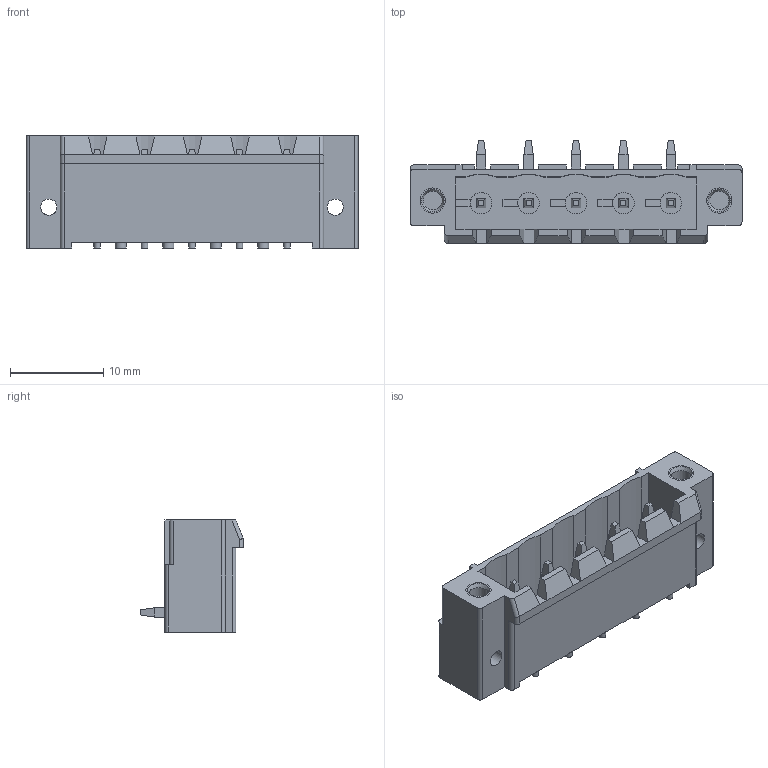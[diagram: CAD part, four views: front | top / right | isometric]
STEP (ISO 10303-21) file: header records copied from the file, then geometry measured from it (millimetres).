
FILE_DESCRIPTION( ( 'Unknown' ), '1' );
FILE_NAME( '691701550005B.stp', 'Unknown', ( 'Quentin LAIDEBEUR' ), ( 'WE' ), 'PSStep 15.0.49', 'Sample-box', ' ' );
FILE_SCHEMA( ( 'AUTOMOTIVE_DESIGN { 1 0 10303 214 1 1 1 1 }' ) );
Length unit declared in the file: millimetre
Products named in the file (4): Assem1; 05; 6917015500xxB_PIN; 6917015500xxB_Thread
Assembly tree (8 placements, depth 2):
  Assem1
    05
    6917015500xxB_PIN  x5
    6917015500xxB_Thread  x2
Bounding box: 35.56 x 11 x 12 mm (x, y, z)
Volume: 1402.9 mm3; surface area: 3199 mm2
Topology: 8 solids, 8 shells, 331 faces, 876 edges, 560 vertices
Faces by surface type: plane 276, cylinder 53, cone 2
Full cylindrical faces by diameter (mm): 0.7 x5, 1.2 x4, 1.75 x4, 2.013 x2, 2.3 x5, 2.7 x4
Entity records: 9942 total; most frequent: CARTESIAN_POINT 1373, ORIENTED_EDGE 1334, DIRECTION 1302, EDGE_CURVE 667, LINE 558, VECTOR 558, VERTEX_POINT 443, AXIS2_PLACEMENT_3D 372
